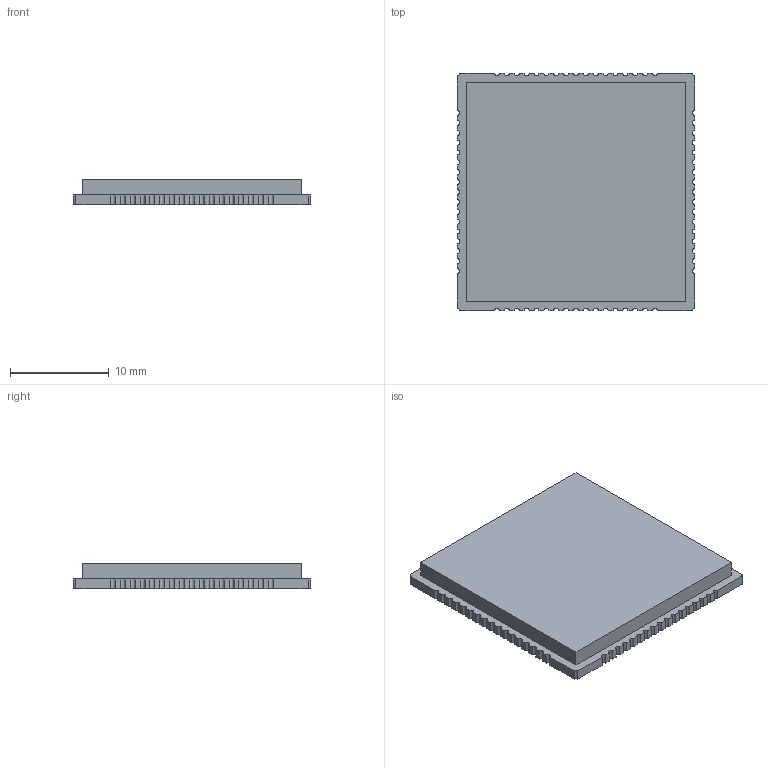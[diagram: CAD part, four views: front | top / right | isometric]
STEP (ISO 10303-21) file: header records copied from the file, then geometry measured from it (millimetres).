
FILE_DESCRIPTION((''),'2;1');
FILE_NAME('SIM7000C_PCB_2','2018-11-12T',(''),(''),'CREO PARAMETRIC BY PTC INC, 2014440','CREO PARAMETRIC BY PTC INC, 2014440','');
FILE_SCHEMA(('CONFIG_CONTROL_DESIGN'));
Length unit declared in the file: millimetre
Products named in the file (1): SIM7000C_PCB_2
Bounding box: 24 x 24 x 2.6 mm (x, y, z)
Volume: 1357.7 mm3; surface area: 1395.3 mm2
Topology: 1 solids, 1 shells, 151 faces, 1439 edges, 1649 vertices
Faces by surface type: plane 79, cylinder 72
Entity records: 11591 total; most frequent: DIRECTION 1969, CARTESIAN_POINT 1957, VECTOR 1217, LINE 1217, ORIENTED_EDGE 1024, TRIMMED_CURVE 927, COMPOSITE_CURVE_SEGMENT 856, EDGE_CURVE 512
